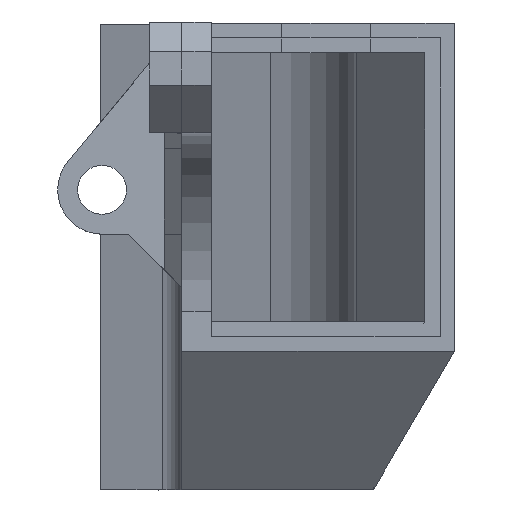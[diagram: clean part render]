
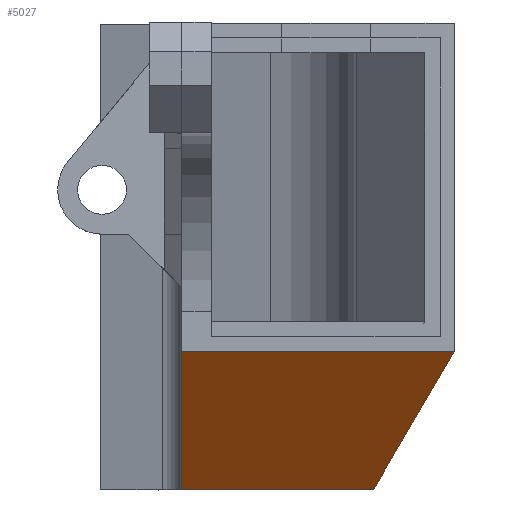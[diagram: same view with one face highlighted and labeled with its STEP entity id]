
A CAD part, top view. The second image highlights one B-rep face of the part: STEP entity #5027.
In plain terms, the highlighted planar face has unit normal (0, -0.931, 0.364).
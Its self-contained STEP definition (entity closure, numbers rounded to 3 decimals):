
#640 = PLANE('',#641);
#641 = AXIS2_PLACEMENT_3D('',#642,#643,#644);
#642 = CARTESIAN_POINT('',(19.75,-14.404,32.915));
#643 = DIRECTION('',(-1.,0.,0.));
#644 = DIRECTION('',(0.,0.,-1.));
#668 = PLANE('',#669);
#669 = AXIS2_PLACEMENT_3D('',#670,#671,#672);
#670 = CARTESIAN_POINT('',(38.2,-22.2,58.));
#671 = DIRECTION('',(0.,-1.,0.));
#672 = DIRECTION('',(-1.,0.,0.));
#2210 = PLANE('',#2211);
#2211 = AXIS2_PLACEMENT_3D('',#2212,#2213,#2214);
#2212 = CARTESIAN_POINT('',(35.475,-13.425,46.1));
#2213 = DIRECTION('',(0.975,0.,-0.223));
#2214 = DIRECTION('',(0.1,0.893,0.439));
#2478 = VERTEX_POINT('',#2479);
#2479 = CARTESIAN_POINT('',(38.2,-22.2,58.));
#2527 = VERTEX_POINT('',#2528);
#2528 = CARTESIAN_POINT('',(19.75,-22.2,58.));
#2549 = EDGE_CURVE('',#2478,#2527,#2550,.T.);
#2550 = SURFACE_CURVE('',#2551,(#2555,#2562),.PCURVE_S1.);
#2551 = LINE('',#2552,#2553);
#2552 = CARTESIAN_POINT('',(38.2,-22.2,58.));
#2553 = VECTOR('',#2554,1.);
#2554 = DIRECTION('',(-1.,0.,0.));
#2555 = PCURVE('',#668,#2556);
#2556 = DEFINITIONAL_REPRESENTATION('',(#2557),#2561);
#2557 = LINE('',#2558,#2559);
#2558 = CARTESIAN_POINT('',(0.,-0.));
#2559 = VECTOR('',#2560,1.);
#2560 = DIRECTION('',(1.,0.));
#2561 = ( GEOMETRIC_REPRESENTATION_CONTEXT(2) 
PARAMETRIC_REPRESENTATION_CONTEXT() REPRESENTATION_CONTEXT('2D SPACE',''
  ) );
#2562 = PCURVE('',#2563,#2568);
#2563 = PLANE('',#2564);
#2564 = AXIS2_PLACEMENT_3D('',#2565,#2566,#2567);
#2565 = CARTESIAN_POINT('',(27.613,-26.85,46.1));
#2566 = DIRECTION('',(0.,-0.931,0.364));
#2567 = DIRECTION('',(0.985,-0.062,-0.159)
  );
#2568 = DEFINITIONAL_REPRESENTATION('',(#2569),#2573);
#2569 = LINE('',#2570,#2571);
#2570 = CARTESIAN_POINT('',(8.257,14.393));
#2571 = VECTOR('',#2572,1.);
#2572 = DIRECTION('',(-0.985,-0.17));
#2573 = ( GEOMETRIC_REPRESENTATION_CONTEXT(2) 
PARAMETRIC_REPRESENTATION_CONTEXT() REPRESENTATION_CONTEXT('2D SPACE',''
  ) );
#2858 = VERTEX_POINT('',#2859);
#2859 = CARTESIAN_POINT('',(19.75,-31.5,34.2));
#2873 = PLANE('',#2874);
#2874 = AXIS2_PLACEMENT_3D('',#2875,#2876,#2877);
#2875 = CARTESIAN_POINT('',(25.005,-31.5,17.503));
#2876 = DIRECTION('',(0.,1.,0.));
#2877 = DIRECTION('',(0.,0.,1.));
#2885 = EDGE_CURVE('',#2858,#2527,#2886,.T.);
#2886 = SURFACE_CURVE('',#2887,(#2890,#2896),.PCURVE_S1.);
#2887 = B_SPLINE_CURVE_WITH_KNOTS('',1,(#2888,#2889),.UNSPECIFIED.,.F.,
  .F.,(2,2),(0.,1.),.PIECEWISE_BEZIER_KNOTS.);
#2888 = CARTESIAN_POINT('',(19.75,-31.5,34.2));
#2889 = CARTESIAN_POINT('',(19.75,-22.2,58.));
#2890 = PCURVE('',#640,#2891);
#2891 = DEFINITIONAL_REPRESENTATION('',(#2892),#2895);
#2892 = B_SPLINE_CURVE_WITH_KNOTS('',1,(#2893,#2894),.UNSPECIFIED.,.F.,
  .F.,(2,2),(0.,1.),.PIECEWISE_BEZIER_KNOTS.);
#2893 = CARTESIAN_POINT('',(-1.285,17.096));
#2894 = CARTESIAN_POINT('',(-25.085,7.796));
#2895 = ( GEOMETRIC_REPRESENTATION_CONTEXT(2) 
PARAMETRIC_REPRESENTATION_CONTEXT() REPRESENTATION_CONTEXT('2D SPACE',''
  ) );
#2896 = PCURVE('',#2563,#2897);
#2897 = DEFINITIONAL_REPRESENTATION('',(#2898),#2901);
#2898 = B_SPLINE_CURVE_WITH_KNOTS('',1,(#2899,#2900),.UNSPECIFIED.,.F.,
  .F.,(2,2),(0.,1.),.PIECEWISE_BEZIER_KNOTS.);
#2899 = CARTESIAN_POINT('',(-5.572,-13.929));
#2900 = CARTESIAN_POINT('',(-9.924,11.25));
#2901 = ( GEOMETRIC_REPRESENTATION_CONTEXT(2) 
PARAMETRIC_REPRESENTATION_CONTEXT() REPRESENTATION_CONTEXT('2D SPACE',''
  ) );
#4953 = VERTEX_POINT('',#4954);
#4954 = CARTESIAN_POINT('',(32.75,-31.5,34.2));
#5003 = EDGE_CURVE('',#4953,#2478,#5004,.T.);
#5004 = SURFACE_CURVE('',#5005,(#5008,#5014),.PCURVE_S1.);
#5005 = B_SPLINE_CURVE_WITH_KNOTS('',1,(#5006,#5007),.UNSPECIFIED.,.F.,
  .F.,(2,2),(0.,1.),.PIECEWISE_BEZIER_KNOTS.);
#5006 = CARTESIAN_POINT('',(32.75,-31.5,34.2));
#5007 = CARTESIAN_POINT('',(38.2,-22.2,58.));
#5008 = PCURVE('',#2210,#5009);
#5009 = DEFINITIONAL_REPRESENTATION('',(#5010),#5013);
#5010 = B_SPLINE_CURVE_WITH_KNOTS('',1,(#5011,#5012),.UNSPECIFIED.,.F.,
  .F.,(2,2),(0.,1.),.PIECEWISE_BEZIER_KNOTS.);
#5011 = CARTESIAN_POINT('',(-21.635,-2.766));
#5012 = CARTESIAN_POINT('',(-2.341,14.851));
#5013 = ( GEOMETRIC_REPRESENTATION_CONTEXT(2) 
PARAMETRIC_REPRESENTATION_CONTEXT() REPRESENTATION_CONTEXT('2D SPACE',''
  ) );
#5014 = PCURVE('',#2563,#5015);
#5015 = DEFINITIONAL_REPRESENTATION('',(#5016),#5019);
#5016 = B_SPLINE_CURVE_WITH_KNOTS('',1,(#5017,#5018),.UNSPECIFIED.,.F.,
  .F.,(2,2),(0.,1.),.PIECEWISE_BEZIER_KNOTS.);
#5017 = CARTESIAN_POINT('',(7.239,-11.715));
#5018 = CARTESIAN_POINT('',(8.257,14.393));
#5019 = ( GEOMETRIC_REPRESENTATION_CONTEXT(2) 
PARAMETRIC_REPRESENTATION_CONTEXT() REPRESENTATION_CONTEXT('2D SPACE',''
  ) );
#5027 = ADVANCED_FACE('',(#5028),#2563,.T.);
#5028 = FACE_BOUND('',#5029,.T.);
#5029 = EDGE_LOOP('',(#5030,#5051,#5052,#5053));
#5030 = ORIENTED_EDGE('',*,*,#5031,.T.);
#5031 = EDGE_CURVE('',#2858,#4953,#5032,.T.);
#5032 = SURFACE_CURVE('',#5033,(#5037,#5044),.PCURVE_S1.);
#5033 = LINE('',#5034,#5035);
#5034 = CARTESIAN_POINT('',(19.75,-31.5,34.2));
#5035 = VECTOR('',#5036,1.);
#5036 = DIRECTION('',(1.,0.,0.));
#5037 = PCURVE('',#2563,#5038);
#5038 = DEFINITIONAL_REPRESENTATION('',(#5039),#5043);
#5039 = LINE('',#5040,#5041);
#5040 = CARTESIAN_POINT('',(-5.572,-13.929));
#5041 = VECTOR('',#5042,1.);
#5042 = DIRECTION('',(0.985,0.17));
#5043 = ( GEOMETRIC_REPRESENTATION_CONTEXT(2) 
PARAMETRIC_REPRESENTATION_CONTEXT() REPRESENTATION_CONTEXT('2D SPACE',''
  ) );
#5044 = PCURVE('',#2873,#5045);
#5045 = DEFINITIONAL_REPRESENTATION('',(#5046),#5050);
#5046 = LINE('',#5047,#5048);
#5047 = CARTESIAN_POINT('',(16.697,-5.255));
#5048 = VECTOR('',#5049,1.);
#5049 = DIRECTION('',(0.,1.));
#5050 = ( GEOMETRIC_REPRESENTATION_CONTEXT(2) 
PARAMETRIC_REPRESENTATION_CONTEXT() REPRESENTATION_CONTEXT('2D SPACE',''
  ) );
#5051 = ORIENTED_EDGE('',*,*,#5003,.T.);
#5052 = ORIENTED_EDGE('',*,*,#2549,.T.);
#5053 = ORIENTED_EDGE('',*,*,#2885,.F.);
